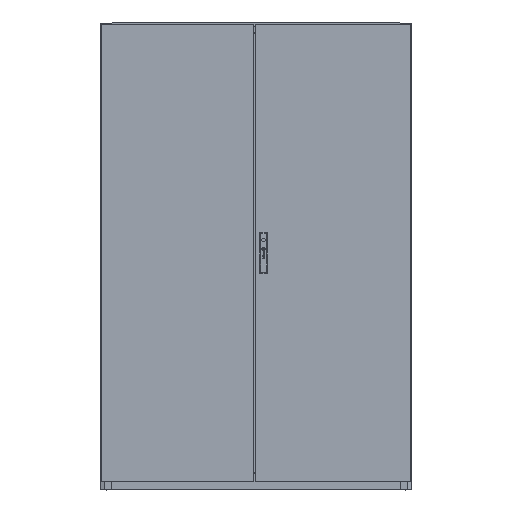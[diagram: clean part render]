
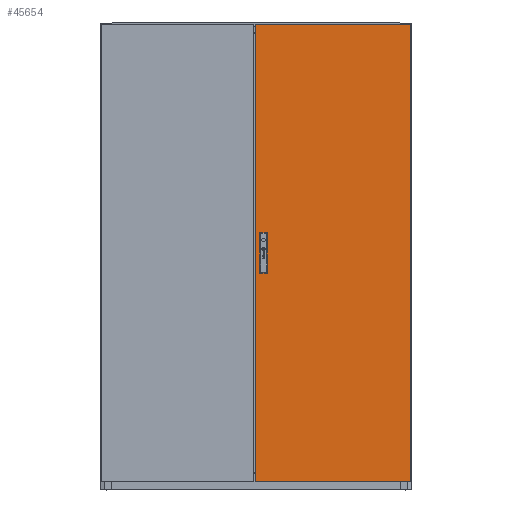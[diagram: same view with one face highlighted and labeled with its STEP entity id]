
A CAD part, top view. The second image highlights one B-rep face of the part: STEP entity #45654.
In plain terms, the highlighted planar face has unit normal (0, 0, 1).
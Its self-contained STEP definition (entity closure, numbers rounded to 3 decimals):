
#2676 = CARTESIAN_POINT ( 'NONE',  ( -252.8, 78.5, 0. ) ) ;
#3987 = LINE ( 'NONE', #63449, #65911 ) ;
#5323 = VERTEX_POINT ( 'NONE', #78280 ) ;
#8438 = LINE ( 'NONE', #136758, #136229 ) ;
#8695 = VECTOR ( 'NONE', #33828, 1000. ) ;
#9249 = VECTOR ( 'NONE', #14208, 1000. ) ;
#9885 = AXIS2_PLACEMENT_3D ( 'NONE', #128457, #66778, #153618 ) ;
#10246 = VERTEX_POINT ( 'NONE', #96208 ) ;
#13130 = LINE ( 'NONE', #38623, #9249 ) ;
#14208 = DIRECTION ( 'NONE',  ( 0., 1., 0. ) ) ;
#17699 = DIRECTION ( 'NONE',  ( 1., 0., 0. ) ) ;
#23799 = ORIENTED_EDGE ( 'NONE', *, *, #80725, .T. ) ;
#33828 = DIRECTION ( 'NONE',  ( 1., 0., 0. ) ) ;
#36541 = VERTEX_POINT ( 'NONE', #103802 ) ;
#38623 = CARTESIAN_POINT ( 'NONE',  ( 300., 883.5, 0. ) ) ;
#41234 = VERTEX_POINT ( 'NONE', #103040 ) ;
#41702 = LINE ( 'NONE', #58107, #8695 ) ;
#41705 = VECTOR ( 'NONE', #93917, 1000. ) ;
#42793 = EDGE_CURVE ( 'NONE', #5323, #94316, #133149, .T. ) ;
#44677 = ORIENTED_EDGE ( 'NONE', *, *, #141700, .T. ) ;
#45654 = ADVANCED_FACE ( 'NONE', ( #119792, #149064 ), #103468, .T. ) ;
#49253 = CARTESIAN_POINT ( 'NONE',  ( -283.2, 0., 0. ) ) ;
#53765 = ORIENTED_EDGE ( 'NONE', *, *, #157089, .T. ) ;
#54537 = ORIENTED_EDGE ( 'NONE', *, *, #150214, .T. ) ;
#54861 = ORIENTED_EDGE ( 'NONE', *, *, #42793, .F. ) ;
#55240 = CARTESIAN_POINT ( 'NONE',  ( -283.2, 78.5, 0. ) ) ;
#58107 = CARTESIAN_POINT ( 'NONE',  ( -300., -883.5, 0. ) ) ;
#59051 = ORIENTED_EDGE ( 'NONE', *, *, #117530, .T. ) ;
#59089 = LINE ( 'NONE', #105234, #80181 ) ;
#59301 = CARTESIAN_POINT ( 'NONE',  ( 300., 883.5, 0. ) ) ;
#63449 = CARTESIAN_POINT ( 'NONE',  ( -300., 883.5, 0. ) ) ;
#65911 = VECTOR ( 'NONE', #75790, 1000. ) ;
#66778 = DIRECTION ( 'NONE',  ( 0., 0., 1. ) ) ;
#67623 = DIRECTION ( 'NONE',  ( 1., 0., 0. ) ) ;
#67758 = EDGE_LOOP ( 'NONE', ( #54861, #23799, #54537, #82633 ) ) ;
#75790 = DIRECTION ( 'NONE',  ( 0., -1., 0. ) ) ;
#77232 = EDGE_CURVE ( 'NONE', #94316, #10246, #8438, .T. ) ;
#78280 = CARTESIAN_POINT ( 'NONE',  ( -283.2, 78.5, 0. ) ) ;
#80181 = VECTOR ( 'NONE', #104701, 1000. ) ;
#80725 = EDGE_CURVE ( 'NONE', #5323, #115650, #144629, .T. ) ;
#81471 = VERTEX_POINT ( 'NONE', #59301 ) ;
#81514 = CARTESIAN_POINT ( 'NONE',  ( -300., -883.5, 0. ) ) ;
#82633 = ORIENTED_EDGE ( 'NONE', *, *, #77232, .F. ) ;
#90592 = CARTESIAN_POINT ( 'NONE',  ( -283.2, -78.5, 0. ) ) ;
#93917 = DIRECTION ( 'NONE',  ( 0., -1., 0. ) ) ;
#94316 = VERTEX_POINT ( 'NONE', #90592 ) ;
#96208 = CARTESIAN_POINT ( 'NONE',  ( -252.8, -78.5, 0. ) ) ;
#102335 = EDGE_CURVE ( 'NONE', #81471, #41234, #59089, .T. ) ;
#103040 = CARTESIAN_POINT ( 'NONE',  ( -300., 883.5, 0. ) ) ;
#103468 = PLANE ( 'NONE',  #9885 ) ;
#103802 = CARTESIAN_POINT ( 'NONE',  ( 300., -883.5, 0. ) ) ;
#104701 = DIRECTION ( 'NONE',  ( -1., 0., 0. ) ) ;
#105234 = CARTESIAN_POINT ( 'NONE',  ( -300., 883.5, 0. ) ) ;
#107538 = EDGE_LOOP ( 'NONE', ( #53765, #133891, #59051, #44677 ) ) ;
#107761 = VERTEX_POINT ( 'NONE', #81514 ) ;
#111487 = VECTOR ( 'NONE', #67623, 1000. ) ;
#115650 = VERTEX_POINT ( 'NONE', #2676 ) ;
#117530 = EDGE_CURVE ( 'NONE', #41234, #107761, #3987, .T. ) ;
#119792 = FACE_OUTER_BOUND ( 'NONE', #107538, .T. ) ;
#128457 = CARTESIAN_POINT ( 'NONE',  ( 0., 0., 0. ) ) ;
#133149 = LINE ( 'NONE', #49253, #158521 ) ;
#133891 = ORIENTED_EDGE ( 'NONE', *, *, #102335, .T. ) ;
#136229 = VECTOR ( 'NONE', #17699, 1000. ) ;
#136503 = LINE ( 'NONE', #144517, #41705 ) ;
#136758 = CARTESIAN_POINT ( 'NONE',  ( -283.2, -78.5, 0. ) ) ;
#141700 = EDGE_CURVE ( 'NONE', #107761, #36541, #41702, .T. ) ;
#144517 = CARTESIAN_POINT ( 'NONE',  ( -252.8, 0., 0. ) ) ;
#144629 = LINE ( 'NONE', #55240, #111487 ) ;
#149064 = FACE_BOUND ( 'NONE', #67758, .T. ) ;
#150214 = EDGE_CURVE ( 'NONE', #115650, #10246, #136503, .T. ) ;
#153618 = DIRECTION ( 'NONE',  ( 1., 0., 0. ) ) ;
#157089 = EDGE_CURVE ( 'NONE', #36541, #81471, #13130, .T. ) ;
#158521 = VECTOR ( 'NONE', #160833, 1000. ) ;
#160833 = DIRECTION ( 'NONE',  ( 0., -1., 0. ) ) ;
